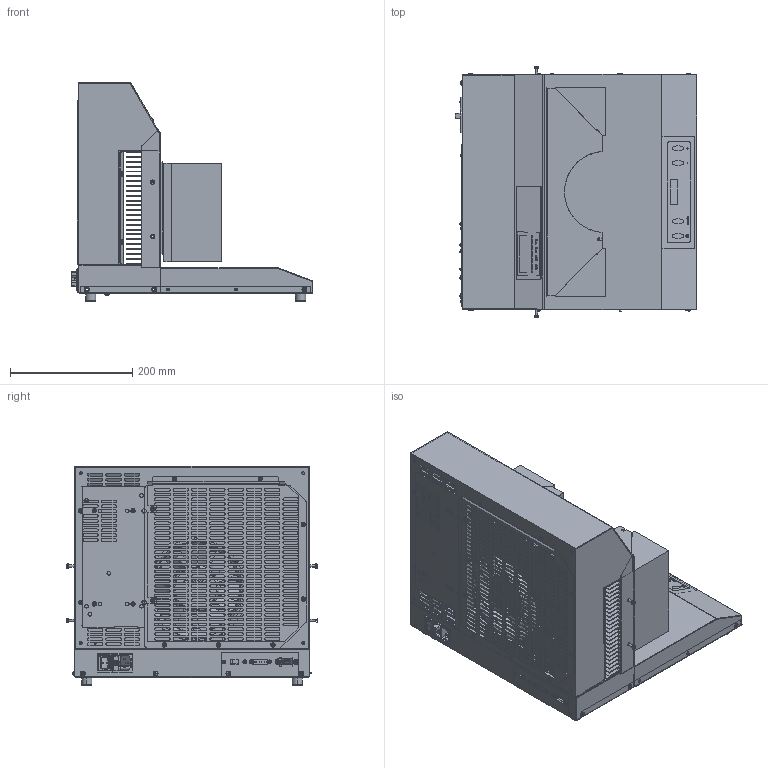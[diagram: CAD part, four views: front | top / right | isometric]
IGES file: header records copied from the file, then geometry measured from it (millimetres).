
Start section: SolidWorks IGES file using analytic representation for surfaces
Global section: file name: AHP-1200MSP with SLV-2000.IGS; native system: SolidWorks 2017; preprocessor: SolidWorks 2017; author: Afshin; date: 170714.150401; units: inch
Bounding box: 395.39 x 410.42 x 358.82 mm (x, y, z)
Surface area: 2138823.4 mm2 (no closed solid volume)
Topology: 0 solids, 0 shells, 1262 faces, 30524 edges, 30524 vertices
Faces by surface type: bspline 674, revolution 588
